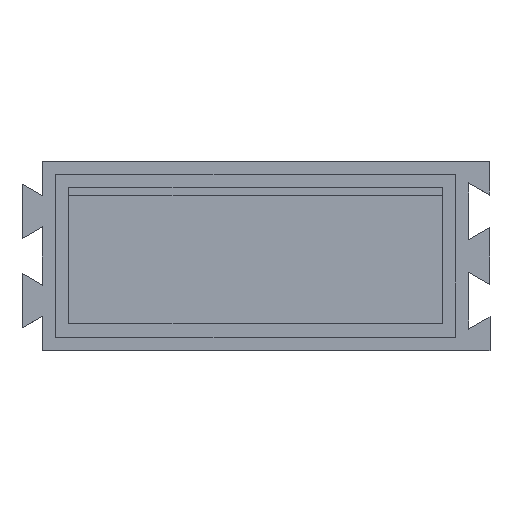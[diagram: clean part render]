
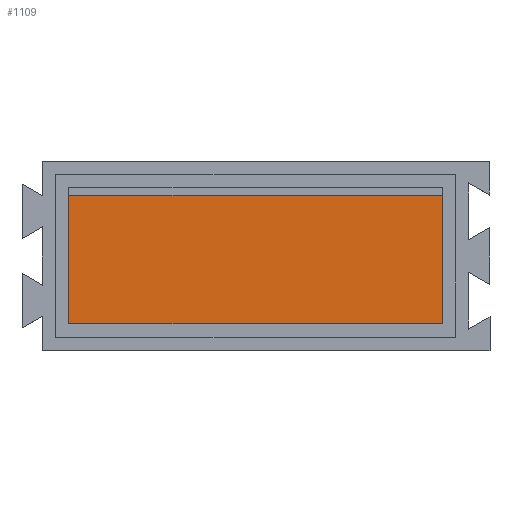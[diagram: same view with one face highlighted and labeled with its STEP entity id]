
A CAD part, top view. The second image highlights one B-rep face of the part: STEP entity #1109.
In plain terms, the highlighted planar face has unit normal (0, 0, 1).
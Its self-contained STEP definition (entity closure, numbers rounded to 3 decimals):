
#963 = VERTEX_POINT('',#964);
#964 = CARTESIAN_POINT('',(49.25,-24.,0.));
#970 = EDGE_CURVE('',#971,#963,#973,.T.);
#971 = VERTEX_POINT('',#972);
#972 = CARTESIAN_POINT('',(49.25,0.35,0.));
#973 = LINE('',#974,#975);
#974 = CARTESIAN_POINT('',(49.25,1.7,0.));
#975 = VECTOR('',#976,1.);
#976 = DIRECTION('',(0.,-1.,0.));
#1019 = EDGE_CURVE('',#1020,#1022,#1024,.T.);
#1020 = VERTEX_POINT('',#1021);
#1021 = CARTESIAN_POINT('',(119.75,-24.,0.));
#1022 = VERTEX_POINT('',#1023);
#1023 = CARTESIAN_POINT('',(119.75,0.35,0.));
#1024 = LINE('',#1025,#1026);
#1025 = CARTESIAN_POINT('',(119.75,-24.,0.));
#1026 = VECTOR('',#1027,1.);
#1027 = DIRECTION('',(0.,1.,0.));
#1065 = EDGE_CURVE('',#963,#1020,#1066,.T.);
#1066 = LINE('',#1067,#1068);
#1067 = CARTESIAN_POINT('',(49.25,-24.,0.));
#1068 = VECTOR('',#1069,1.);
#1069 = DIRECTION('',(1.,0.,0.));
#1099 = EDGE_CURVE('',#971,#1022,#1100,.T.);
#1100 = LINE('',#1101,#1102);
#1101 = CARTESIAN_POINT('',(49.25,0.35,0.));
#1102 = VECTOR('',#1103,1.);
#1103 = DIRECTION('',(1.,0.,0.));
#1109 = ADVANCED_FACE('',(#1110),#1116,.T.);
#1110 = FACE_BOUND('',#1111,.T.);
#1111 = EDGE_LOOP('',(#1112,#1113,#1114,#1115));
#1112 = ORIENTED_EDGE('',*,*,#1099,.F.);
#1113 = ORIENTED_EDGE('',*,*,#970,.T.);
#1114 = ORIENTED_EDGE('',*,*,#1065,.T.);
#1115 = ORIENTED_EDGE('',*,*,#1019,.T.);
#1116 = PLANE('',#1117);
#1117 = AXIS2_PLACEMENT_3D('',#1118,#1119,#1120);
#1118 = CARTESIAN_POINT('',(85.848,-11.15,0.));
#1119 = DIRECTION('',(0.,0.,1.));
#1120 = DIRECTION('',(1.,0.,0.));
